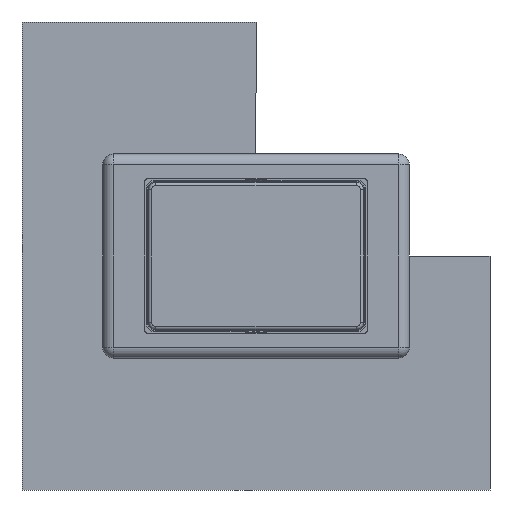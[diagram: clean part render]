
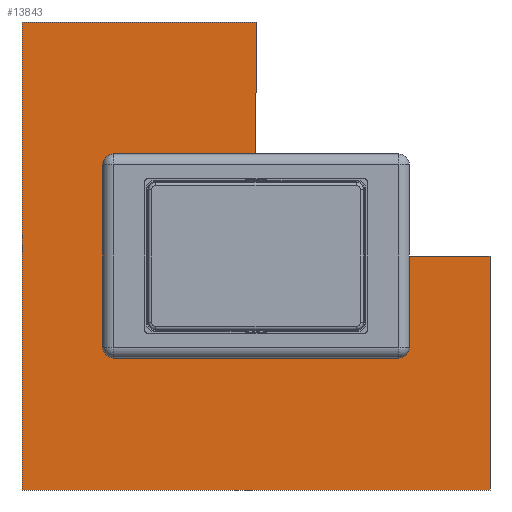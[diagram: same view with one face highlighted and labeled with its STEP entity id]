
A CAD part, front view. The second image highlights one B-rep face of the part: STEP entity #13843.
In plain terms, the highlighted planar face has unit normal (0, -1, 0).
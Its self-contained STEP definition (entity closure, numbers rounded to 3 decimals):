
#648=ORIENTED_EDGE('',*,*,#4695,.F.);
#649=ORIENTED_EDGE('',*,*,#4688,.T.);
#650=ORIENTED_EDGE('',*,*,#4676,.T.);
#651=ORIENTED_EDGE('',*,*,#4680,.T.);
#652=ORIENTED_EDGE('',*,*,#4684,.T.);
#653=ORIENTED_EDGE('',*,*,#4696,.F.);
#654=ORIENTED_EDGE('',*,*,#4697,.F.);
#655=ORIENTED_EDGE('',*,*,#4698,.F.);
#656=ORIENTED_EDGE('',*,*,#4699,.F.);
#657=ORIENTED_EDGE('',*,*,#4700,.F.);
#4676=EDGE_CURVE('',#6703,#6704,#8000,.T.);
#4680=EDGE_CURVE('',#6704,#6707,#8004,.T.);
#4684=EDGE_CURVE('',#6707,#6710,#8008,.T.);
#4688=EDGE_CURVE('',#6712,#6703,#8012,.T.);
#4695=EDGE_CURVE('',#6712,#6718,#8019,.T.);
#4696=EDGE_CURVE('',#6719,#6710,#8020,.T.);
#4697=EDGE_CURVE('',#6720,#6719,#8021,.T.);
#4698=EDGE_CURVE('',#6721,#6720,#8022,.T.);
#4699=EDGE_CURVE('',#6722,#6721,#8023,.T.);
#4700=EDGE_CURVE('',#6718,#6722,#8024,.T.);
#6703=VERTEX_POINT('',#19797);
#6704=VERTEX_POINT('',#19798);
#6707=VERTEX_POINT('',#19806);
#6710=VERTEX_POINT('',#19813);
#6712=VERTEX_POINT('',#19819);
#6718=VERTEX_POINT('',#19836);
#6719=VERTEX_POINT('',#19838);
#6720=VERTEX_POINT('',#19840);
#6721=VERTEX_POINT('',#19842);
#6722=VERTEX_POINT('',#19844);
#8000=LINE('',#19796,#9705);
#8004=LINE('',#19805,#9709);
#8008=LINE('',#19814,#9713);
#8012=LINE('',#19821,#9717);
#8019=LINE('',#19835,#9724);
#8020=LINE('',#19837,#9725);
#8021=LINE('',#19839,#9726);
#8022=LINE('',#19841,#9727);
#8023=LINE('',#19843,#9728);
#8024=LINE('',#19845,#9729);
#9705=VECTOR('',#15871,1000.);
#9709=VECTOR('',#15877,1000.);
#9713=VECTOR('',#15883,1000.);
#9717=VECTOR('',#15889,1000.);
#9724=VECTOR('',#15900,1000.);
#9725=VECTOR('',#15901,1000.);
#9726=VECTOR('',#15902,1000.);
#9727=VECTOR('',#15903,1000.);
#9728=VECTOR('',#15904,1000.);
#9729=VECTOR('',#15905,1000.);
#11415=EDGE_LOOP('',(#648,#649,#650,#651,#652,#653,#654,#655,#656,#657));
#12320=FACE_BOUND('',#11415,.T.);
#13226=PLANE('',#14762);
#13843=ADVANCED_FACE('',(#12320),#13226,.T.);
#14762=AXIS2_PLACEMENT_3D('',#19834,#15898,#15899);
#15871=DIRECTION('',(0.,0.,-1.));
#15877=DIRECTION('',(1.,0.,0.));
#15883=DIRECTION('',(0.,0.,1.));
#15889=DIRECTION('',(-1.,0.,0.));
#15898=DIRECTION('',(0.,-1.,0.));
#15899=DIRECTION('',(0.,0.,-1.));
#15900=DIRECTION('',(0.,0.,-1.));
#15901=DIRECTION('',(1.,0.,0.));
#15902=DIRECTION('',(0.,0.,1.));
#15903=DIRECTION('',(1.,0.,0.));
#15904=DIRECTION('',(0.,0.,-1.));
#15905=DIRECTION('',(-1.,0.,0.));
#19796=CARTESIAN_POINT('',(-27.5,0.,27.5));
#19797=CARTESIAN_POINT('',(-27.5,0.,27.5));
#19798=CARTESIAN_POINT('',(-27.5,0.,-27.5));
#19805=CARTESIAN_POINT('',(-27.5,0.,-27.5));
#19806=CARTESIAN_POINT('',(27.5,0.,-27.5));
#19813=CARTESIAN_POINT('',(27.5,0.,0.));
#19814=CARTESIAN_POINT('',(27.5,0.,-27.5));
#19819=CARTESIAN_POINT('',(0.,0.,27.5));
#19821=CARTESIAN_POINT('',(27.5,0.,27.5));
#19834=CARTESIAN_POINT('',(-27.5,0.,-27.5));
#19835=CARTESIAN_POINT('',(0.,0.,27.5));
#19836=CARTESIAN_POINT('',(0.,0.,10.875));
#19837=CARTESIAN_POINT('',(0.,0.,0.));
#19838=CARTESIAN_POINT('',(14.875,0.,0.));
#19839=CARTESIAN_POINT('',(14.875,0.,-10.875));
#19840=CARTESIAN_POINT('',(14.875,0.,-10.875));
#19841=CARTESIAN_POINT('',(-14.875,0.,-10.875));
#19842=CARTESIAN_POINT('',(-14.875,0.,-10.875));
#19843=CARTESIAN_POINT('',(-14.875,0.,10.875));
#19844=CARTESIAN_POINT('',(-14.875,0.,10.875));
#19845=CARTESIAN_POINT('',(14.875,0.,10.875));
